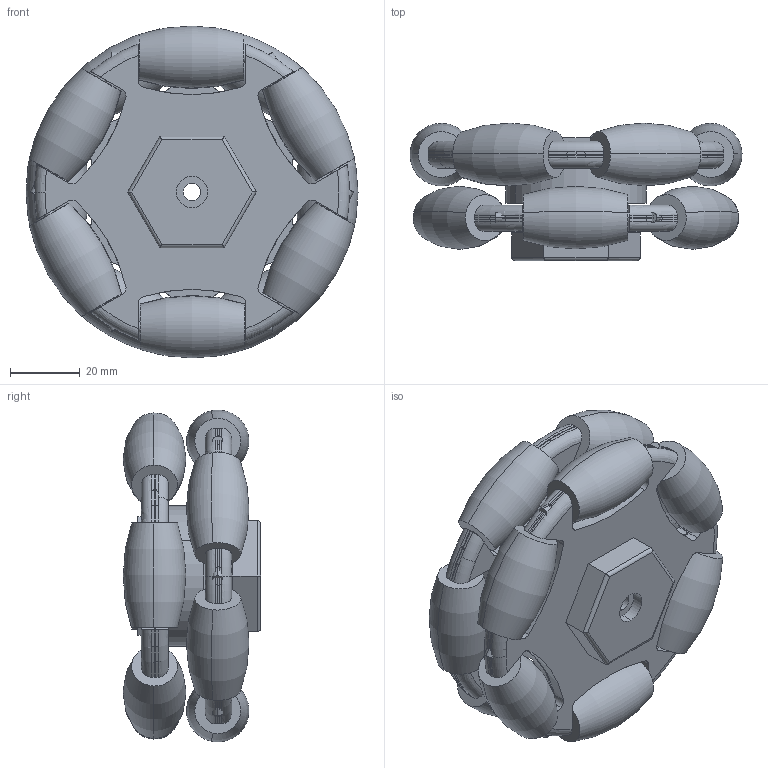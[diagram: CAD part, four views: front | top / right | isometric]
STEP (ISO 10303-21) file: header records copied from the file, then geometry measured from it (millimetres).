
FILE_DESCRIPTION (( 'STEP AP214' ), '1' );
FILE_NAME ('OmniWheel1.STEP', '2025-01-10T15:52:30', ( '' ), ( '' ), 'SwSTEP 2.0', 'SolidWorks 2021', '' );
FILE_SCHEMA (( 'AUTOMOTIVE_DESIGN' ));
Length unit declared in the file: millimetre
Products named in the file (8): OmniWheel_Star_1; Hub_Cup_8; OmniWheel1; Wheel_Hub; OmniWheel_Star_2; OmniWheel_Roller_1; OmniWheel_Pin_40; OmniWheel_Star_2b
Assembly tree (25 placements, depth 2):
  OmniWheel1
    OmniWheel_Star_2b
    Wheel_Hub
    OmniWheel_Star_1  x2
    OmniWheel_Roller_1  x12
    OmniWheel_Pin_40  x7
    Hub_Cup_8
    OmniWheel_Star_2
Bounding box: 95.53 x 39.54 x 95.51 mm (x, y, z)
Volume: 143314.9 mm3; surface area: 71078.7 mm2
Topology: 25 solids, 25 shells, 571 faces, 1490 edges, 979 vertices
Faces by surface type: plane 267, cylinder 248, torus 52, cone 4
Entity records: 13572 total; most frequent: CARTESIAN_POINT 2981, DIRECTION 2210, ORIENTED_EDGE 2110, EDGE_CURVE 1055, AXIS2_PLACEMENT_3D 800, VERTEX_POINT 689, LINE 610, VECTOR 610
